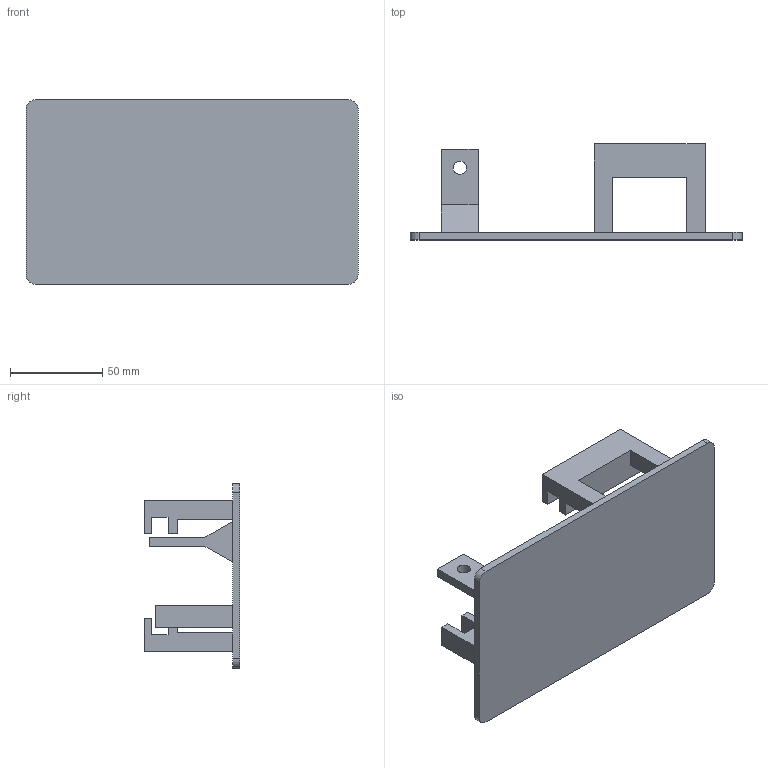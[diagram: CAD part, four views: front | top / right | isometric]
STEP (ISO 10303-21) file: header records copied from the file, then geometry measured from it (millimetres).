
FILE_DESCRIPTION(/* description */ (''),/* implementation_level */ '2;1');
FILE_NAME(/* name */ '机架.stp',/* time_stamp */ '2022-05-22T11:11:38+08:00',/* author */ ('zhcne'),/* organization */ (''),/* preprocessor_version */ 'ST-DEVELOPER v18.1',/* originating_system */ 'Autodesk Inventor 2022',/* authorisation */ '');
FILE_SCHEMA (('AUTOMOTIVE_DESIGN { 1 0 10303 214 3 1 1 }'));
Length unit declared in the file: millimetre
Products named in the file (1): 机架
Bounding box: 180 x 52 x 100 mm (x, y, z)
Volume: 128264.9 mm3; surface area: 58934.3 mm2
Topology: 1 solids, 1 shells, 55 faces, 153 edges, 102 vertices
Faces by surface type: plane 50, cylinder 5
Full cylindrical faces by diameter (mm): 7.2 x1
Entity records: 1790 total; most frequent: CARTESIAN_POINT 311, ORIENTED_EDGE 306, DIRECTION 275, EDGE_CURVE 153, LINE 143, VECTOR 143, VERTEX_POINT 102, AXIS2_PLACEMENT_3D 66
